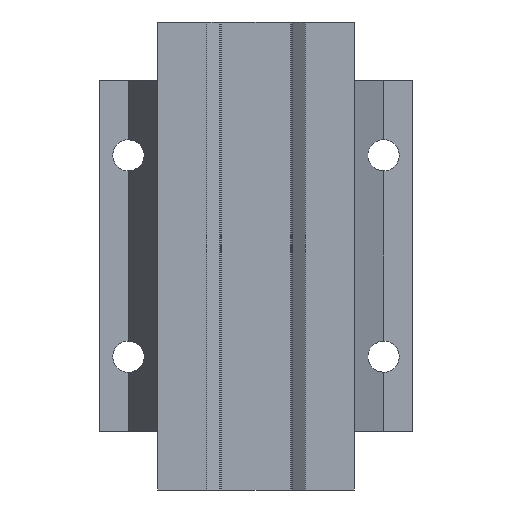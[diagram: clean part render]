
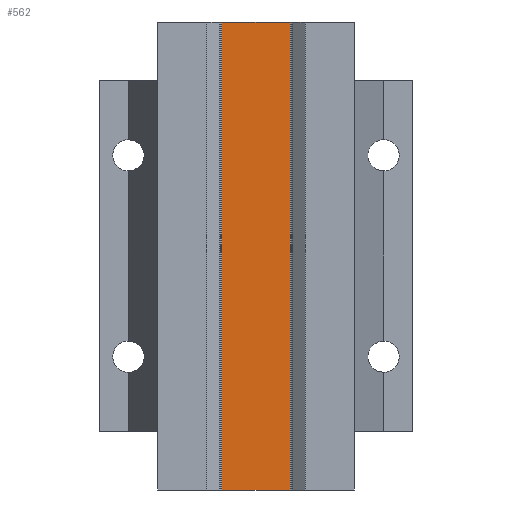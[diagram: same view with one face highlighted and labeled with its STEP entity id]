
A CAD part, front view. The second image highlights one B-rep face of the part: STEP entity #562.
In plain terms, the highlighted planar face has unit normal (0, -1, 0).
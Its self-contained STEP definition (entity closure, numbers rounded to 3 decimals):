
#24 = EDGE_CURVE ( 'NONE', #213, #891, #1362, .T. ) ;
#25 = VECTOR ( 'NONE', #1754, 1000. ) ;
#27 = VECTOR ( 'NONE', #755, 1000. ) ;
#65 = ORIENTED_EDGE ( 'NONE', *, *, #92, .F. ) ;
#67 = CARTESIAN_POINT ( 'NONE',  ( 7.697, 21.5, -52.3 ) ) ;
#92 = EDGE_CURVE ( 'NONE', #213, #1677, #1263, .T. ) ;
#118 = ORIENTED_EDGE ( 'NONE', *, *, #970, .F. ) ;
#155 = CARTESIAN_POINT ( 'NONE',  ( 7.697, 21.5, -52.3 ) ) ;
#213 = VERTEX_POINT ( 'NONE', #413 ) ;
#262 = ORIENTED_EDGE ( 'NONE', *, *, #1393, .F. ) ;
#413 = CARTESIAN_POINT ( 'NONE',  ( -7.697, 21.5, 52.3 ) ) ;
#463 = CARTESIAN_POINT ( 'NONE',  ( -7.697, 21.5, 39.3 ) ) ;
#562 = ADVANCED_FACE ( 'NONE', ( #819 ), #1693, .F. ) ;
#611 = CARTESIAN_POINT ( 'NONE',  ( -7.697, 21.5, -52.3 ) ) ;
#614 = LINE ( 'NONE', #155, #25 ) ;
#690 = CARTESIAN_POINT ( 'NONE',  ( 7.697, 21.5, 52.3 ) ) ;
#755 = DIRECTION ( 'NONE',  ( 0., 0., -1. ) ) ;
#819 = FACE_OUTER_BOUND ( 'NONE', #1177, .T. ) ;
#845 = DIRECTION ( 'NONE',  ( 0., 0., 1. ) ) ;
#891 = VERTEX_POINT ( 'NONE', #611 ) ;
#970 = EDGE_CURVE ( 'NONE', #1549, #891, #614, .T. ) ;
#1155 = LINE ( 'NONE', #1619, #27 ) ;
#1177 = EDGE_LOOP ( 'NONE', ( #1898, #118, #262, #65 ) ) ;
#1192 = VECTOR ( 'NONE', #1570, 1000. ) ;
#1263 = LINE ( 'NONE', #690, #1192 ) ;
#1362 = LINE ( 'NONE', #463, #1772 ) ;
#1393 = EDGE_CURVE ( 'NONE', #1677, #1549, #1155, .T. ) ;
#1549 = VERTEX_POINT ( 'NONE', #67 ) ;
#1570 = DIRECTION ( 'NONE',  ( 1., 0., 0. ) ) ;
#1619 = CARTESIAN_POINT ( 'NONE',  ( 7.697, 21.5, 39.3 ) ) ;
#1636 = DIRECTION ( 'NONE',  ( 0., 0., -1. ) ) ;
#1677 = VERTEX_POINT ( 'NONE', #1723 ) ;
#1693 = PLANE ( 'NONE',  #1766 ) ;
#1718 = CARTESIAN_POINT ( 'NONE',  ( 0., 21.5, 39.3 ) ) ;
#1723 = CARTESIAN_POINT ( 'NONE',  ( 7.697, 21.5, 52.3 ) ) ;
#1754 = DIRECTION ( 'NONE',  ( -1., 0., 0. ) ) ;
#1766 = AXIS2_PLACEMENT_3D ( 'NONE', #1718, #1825, #845 ) ;
#1772 = VECTOR ( 'NONE', #1636, 1000. ) ;
#1825 = DIRECTION ( 'NONE',  ( 0., 1., 0. ) ) ;
#1898 = ORIENTED_EDGE ( 'NONE', *, *, #24, .T. ) ;
